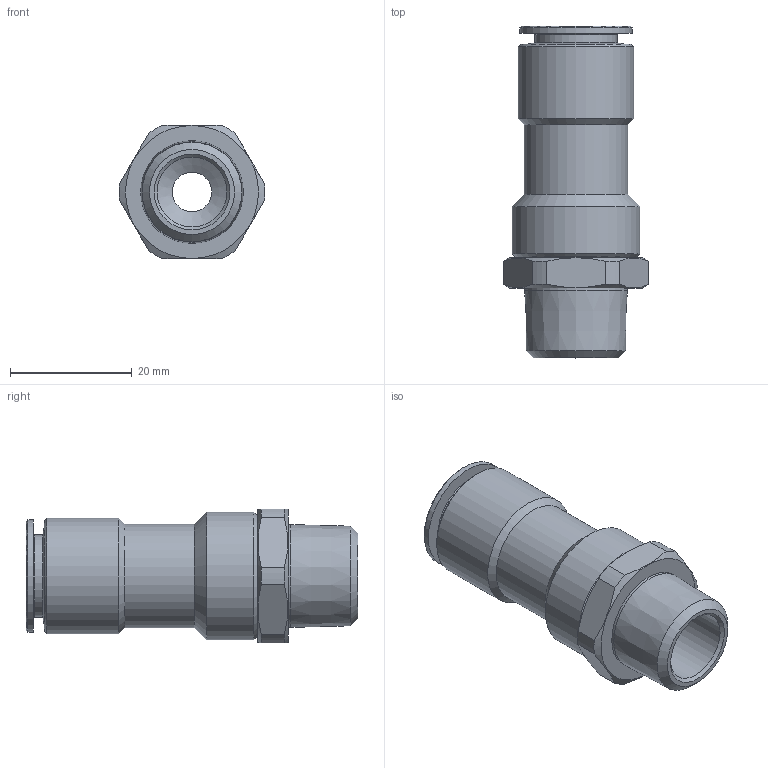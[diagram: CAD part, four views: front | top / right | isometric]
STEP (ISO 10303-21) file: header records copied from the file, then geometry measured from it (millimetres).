
FILE_DESCRIPTION( ( 'STEP AP214' ), '1' );
FILE_NAME( 'psolqas_11096_26.stp', '2020-12-01T17:06:08', ( 'License CC BY-ND 4.0' ), ( 'CADENAS' ), ' ', 'PARTsolutions', ' ' );
FILE_SCHEMA( ( 'AUTOMOTIVE_DESIGN { 1 0 10303 214 1 1 1 1 }' ) );
Length unit declared in the file: metre
Products named in the file (1): Rivoluzione1
Bounding box: 23.98 x 54.6 x 22 mm (x, y, z)
Volume: 10379.2 mm3; surface area: 5774.1 mm2
Topology: 1 solids, 1 shells, 45 faces, 103 edges, 65 vertices
Faces by surface type: cylinder 16, cone 15, plane 13, torus 1
Full cylindrical faces by diameter (mm): 6.5 x1, 11.5 x1, 12.15 x1, 13.5 x1, 16.9 x1, 17 x1, 18.5 x1, 19 x1, 19.5 x1, 21 x1
Entity records: 1542 total; most frequent: CARTESIAN_POINT 274, DIRECTION 192, ORIENTED_EDGE 144, AXIS2_PLACEMENT_3D 90, EDGE_LOOP 78, EDGE_CURVE 72, VERTEX_POINT 60, FACE_OUTER_BOUND 56
